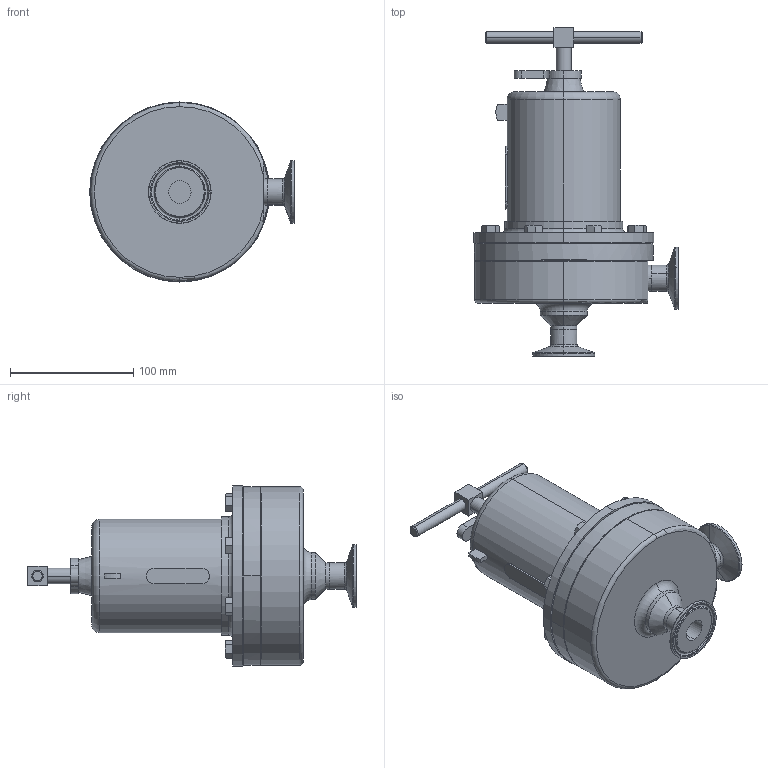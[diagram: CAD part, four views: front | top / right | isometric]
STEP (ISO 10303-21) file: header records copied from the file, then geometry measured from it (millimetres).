
FILE_DESCRIPTION (( 'STEP AP203' ), '1' );
FILE_NAME ('96S-15.STEP', '2017-06-07T11:03:46', ( '' ), ( '' ), 'SwSTEP 2.0', 'SolidWorks 2014', '' );
FILE_SCHEMA (( 'CONFIG_CONTROL_DESIGN' ));
Length unit declared in the file: inch
Products named in the file (2): 96S-15
Bounding box: 165.86 x 266.45 x 146.05 mm (x, y, z)
Volume: 1770880.4 mm3; surface area: 138279.3 mm2
Topology: 1 solids, 1 shells, 278 faces, 644 edges, 395 vertices
Faces by surface type: plane 93, cylinder 81, cone 75, torus 29
Entity records: 8631 total; most frequent: CARTESIAN_POINT 2077, DIRECTION 1382, ORIENTED_EDGE 1288, EDGE_CURVE 644, AXIS2_PLACEMENT_3D 568, VERTEX_POINT 395, EDGE_LOOP 337, CIRCLE 288
